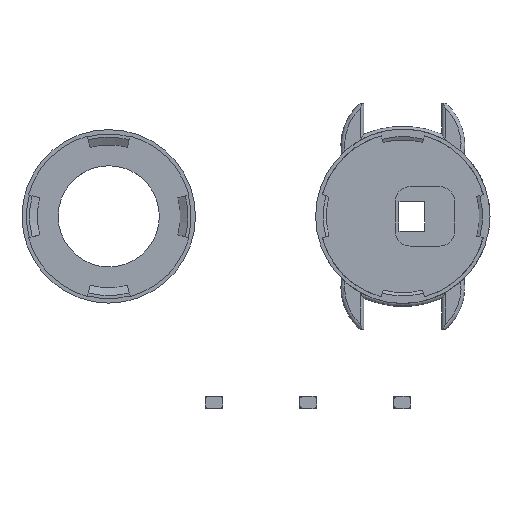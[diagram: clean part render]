
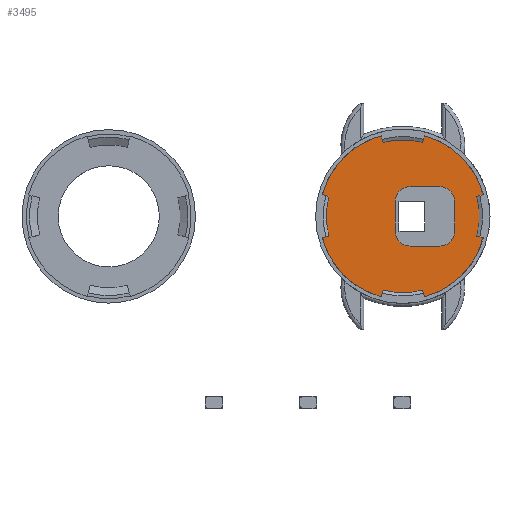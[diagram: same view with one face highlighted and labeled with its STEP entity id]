
A CAD part, top view. The second image highlights one B-rep face of the part: STEP entity #3495.
In plain terms, the highlighted planar face has unit normal (0, 0, 1).
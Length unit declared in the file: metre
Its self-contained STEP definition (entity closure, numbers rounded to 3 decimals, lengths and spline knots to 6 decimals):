
#245=CIRCLE('',#3830,0.0225);
#285=CIRCLE('',#3895,0.004);
#286=CIRCLE('',#3896,0.004);
#287=CIRCLE('',#3897,0.004);
#288=CIRCLE('',#3898,0.004);
#1192=ORIENTED_EDGE('',*,*,#1807,.F.);
#1193=ORIENTED_EDGE('',*,*,#1808,.T.);
#1194=ORIENTED_EDGE('',*,*,#1809,.T.);
#1195=ORIENTED_EDGE('',*,*,#1810,.T.);
#1196=ORIENTED_EDGE('',*,*,#1811,.T.);
#1197=ORIENTED_EDGE('',*,*,#1812,.T.);
#1198=ORIENTED_EDGE('',*,*,#1813,.F.);
#1199=ORIENTED_EDGE('',*,*,#1814,.T.);
#1200=ORIENTED_EDGE('',*,*,#1679,.F.);
#1679=EDGE_CURVE('',#2068,#2068,#245,.T.);
#1807=EDGE_CURVE('',#2176,#2177,#2460,.T.);
#1808=EDGE_CURVE('',#2176,#2178,#285,.T.);
#1809=EDGE_CURVE('',#2178,#2179,#2461,.T.);
#1810=EDGE_CURVE('',#2179,#2180,#286,.T.);
#1811=EDGE_CURVE('',#2180,#2181,#2462,.T.);
#1812=EDGE_CURVE('',#2181,#2182,#287,.T.);
#1813=EDGE_CURVE('',#2183,#2182,#2463,.T.);
#1814=EDGE_CURVE('',#2183,#2177,#288,.T.);
#2068=VERTEX_POINT('',#5716);
#2176=VERTEX_POINT('',#6073);
#2177=VERTEX_POINT('',#6074);
#2178=VERTEX_POINT('',#6076);
#2179=VERTEX_POINT('',#6078);
#2180=VERTEX_POINT('',#6080);
#2181=VERTEX_POINT('',#6082);
#2182=VERTEX_POINT('',#6084);
#2183=VERTEX_POINT('',#6086);
#2460=LINE('',#6072,#2776);
#2461=LINE('',#6077,#2777);
#2462=LINE('',#6081,#2778);
#2463=LINE('',#6085,#2779);
#2776=VECTOR('',#4821,1.);
#2777=VECTOR('',#4824,1.);
#2778=VECTOR('',#4827,1.);
#2779=VECTOR('',#4830,1.);
#2989=EDGE_LOOP('',(#1192,#1193,#1194,#1195,#1196,#1197,#1198,#1199));
#2990=EDGE_LOOP('',(#1200));
#3202=FACE_BOUND('',#2989,.T.);
#3203=FACE_BOUND('',#2990,.T.);
#3321=PLANE('',#3894);
#3495=ADVANCED_FACE('',(#3202,#3203),#3321,.F.);
#3830=AXIS2_PLACEMENT_3D('',#5715,#4627,#4628);
#3894=AXIS2_PLACEMENT_3D('',#6071,#4819,#4820);
#3895=AXIS2_PLACEMENT_3D('',#6075,#4822,#4823);
#3896=AXIS2_PLACEMENT_3D('',#6079,#4825,#4826);
#3897=AXIS2_PLACEMENT_3D('',#6083,#4828,#4829);
#3898=AXIS2_PLACEMENT_3D('',#6087,#4831,#4832);
#4627=DIRECTION('',(0.,0.,-1.));
#4628=DIRECTION('',(-1.,0.,0.));
#4819=DIRECTION('',(0.,0.,-1.));
#4820=DIRECTION('',(-1.,0.,0.));
#4821=DIRECTION('',(-1.,0.,0.));
#4822=DIRECTION('',(0.,0.,-1.));
#4823=DIRECTION('',(-1.,0.,0.));
#4824=DIRECTION('',(0.,-1.,0.));
#4825=DIRECTION('',(0.,0.,-1.));
#4826=DIRECTION('',(-1.,0.,0.));
#4827=DIRECTION('',(-1.,0.,0.));
#4828=DIRECTION('',(0.,0.,-1.));
#4829=DIRECTION('',(-1.,0.,0.));
#4830=DIRECTION('',(0.,-1.,0.));
#4831=DIRECTION('',(0.,0.,-1.));
#4832=DIRECTION('',(-1.,0.,0.));
#5715=CARTESIAN_POINT('',(0.,0.,0.001));
#5716=CARTESIAN_POINT('',(-0.0225,0.,0.001));
#6071=CARTESIAN_POINT('',(0.,0.01125,0.001));
#6072=CARTESIAN_POINT('',(0.005958,0.008,0.001));
#6073=CARTESIAN_POINT('',(0.009953,0.008,0.001));
#6074=CARTESIAN_POINT('',(0.001963,0.008,0.001));
#6075=CARTESIAN_POINT('',(0.009953,0.004,0.001));
#6076=CARTESIAN_POINT('',(0.013953,0.004,0.001));
#6077=CARTESIAN_POINT('',(0.013953,-0.004,0.001));
#6078=CARTESIAN_POINT('',(0.013953,-0.004,0.001));
#6079=CARTESIAN_POINT('',(0.009953,-0.004,0.001));
#6080=CARTESIAN_POINT('',(0.009953,-0.008,0.001));
#6081=CARTESIAN_POINT('',(0.005958,-0.008,0.001));
#6082=CARTESIAN_POINT('',(0.001963,-0.008,0.001));
#6083=CARTESIAN_POINT('',(0.001963,-0.004,0.001));
#6084=CARTESIAN_POINT('',(-0.002037,-0.004,0.001));
#6085=CARTESIAN_POINT('',(-0.002037,0.004,0.001));
#6086=CARTESIAN_POINT('',(-0.002037,0.004,0.001));
#6087=CARTESIAN_POINT('',(0.001963,0.004,0.001));
